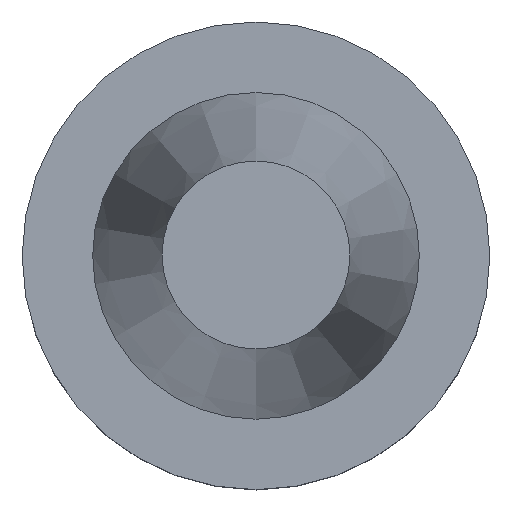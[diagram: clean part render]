
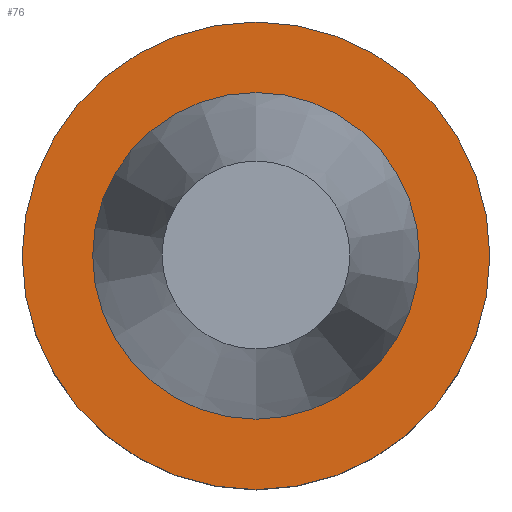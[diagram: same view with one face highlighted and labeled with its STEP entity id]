
A CAD part, top view. The second image highlights one B-rep face of the part: STEP entity #76.
In plain terms, the highlighted planar face has unit normal (0, 0, 1).
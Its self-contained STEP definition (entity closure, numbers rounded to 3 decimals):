
#76=ADVANCED_FACE('',(#92,#93),#94,.T.);
#92=FACE_OUTER_BOUND('',#129,.T.);
#93=FACE_BOUND('',#130,.T.);
#94=PLANE('',#131);
#129=EDGE_LOOP('',(#168));
#130=EDGE_LOOP('',(#169));
#131=AXIS2_PLACEMENT_3D('',#170,#171,#172);
#168=ORIENTED_EDGE('',*,*,#228,.F.);
#169=ORIENTED_EDGE('',*,*,#226,.T.);
#170=CARTESIAN_POINT('',(0.,42.463,-1.5));
#171=DIRECTION('',(0.,0.,1.0));
#172=DIRECTION('',(0.,-1.0,0.));
#226=EDGE_CURVE('',#238,#238,#239,.T.);
#228=EDGE_CURVE('',#242,#242,#243,.T.);
#238=VERTEX_POINT('',#262);
#239=CIRCLE('',#263,34.925);
#242=VERTEX_POINT('',#266);
#243=CIRCLE('',#267,50.0);
#262=CARTESIAN_POINT('',(0.,34.925,-1.5));
#263=AXIS2_PLACEMENT_3D('',#286,#287,#288);
#266=CARTESIAN_POINT('',(0.,50.0,-1.5));
#267=AXIS2_PLACEMENT_3D('',#292,#293,#294);
#286=CARTESIAN_POINT('',(0.,0.,-1.5));
#287=DIRECTION('',(0.,0.,-1.0));
#288=DIRECTION('',(0.,1.0,0.));
#292=CARTESIAN_POINT('',(0.,0.,-1.5));
#293=DIRECTION('',(0.,0.,-1.0));
#294=DIRECTION('',(0.,1.0,0.));
